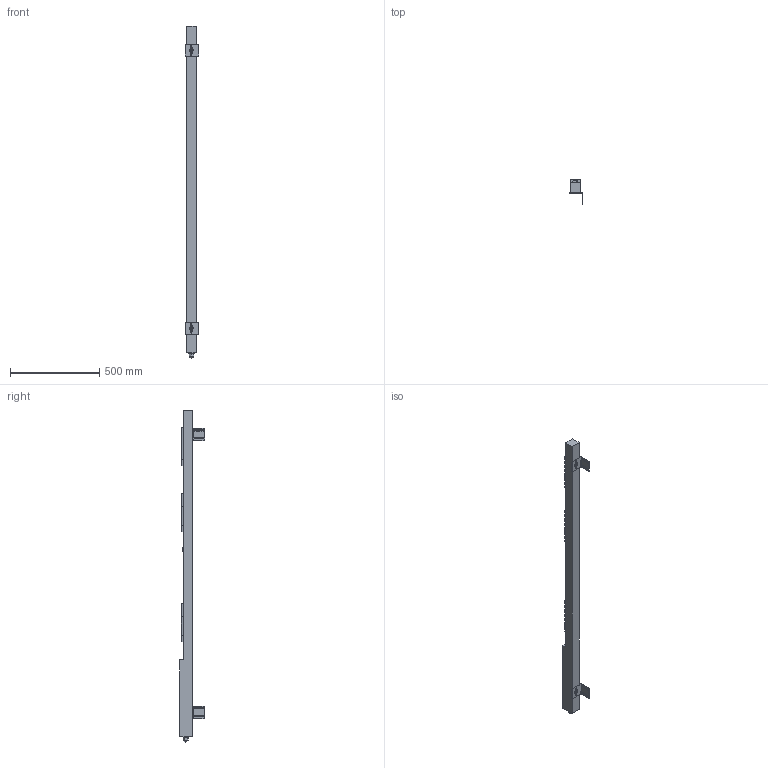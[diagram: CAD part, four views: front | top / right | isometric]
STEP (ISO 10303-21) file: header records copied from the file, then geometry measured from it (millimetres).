
FILE_DESCRIPTION (( 'STEP AP203' ), '1' );
FILE_NAME ('00083684 PDU CN_PM23_24_18C13_06C19_41.STEP', '2022-10-21T08:57:41', ( '' ), ( '' ), 'SwSTEP 2.0', 'SolidWorks 2022', '' );
FILE_SCHEMA (( 'CONFIG_CONTROL_DESIGN' ));
Length unit declared in the file: millimetre
Products named in the file (3): Кронштейн; CN_PM23_24_18C3_06C19_41; 00083684 PDU CN_PM23_24_18C13_06C19_41
Assembly tree (3 placements, depth 2):
  00083684 PDU CN_PM23_24_18C13_06C19_41
    CN_PM23_24_18C3_06C19_41
    Кронштейн  x2
Bounding box: 73 x 141 x 1860 mm (x, y, z)
Volume: 5956082 mm3; surface area: 553005.2 mm2
Topology: 3 solids, 3 shells, 1736 faces, 4537 edges, 3017 vertices
Faces by surface type: plane 1294, cylinder 392, cone 48, sphere 2
Entity records: 51759 total; most frequent: CARTESIAN_POINT 9016, ORIENTED_EDGE 8796, DIRECTION 8598, EDGE_CURVE 4398, VECTOR 3580, LINE 3580, VERTEX_POINT 2927, AXIS2_PLACEMENT_3D 2509
